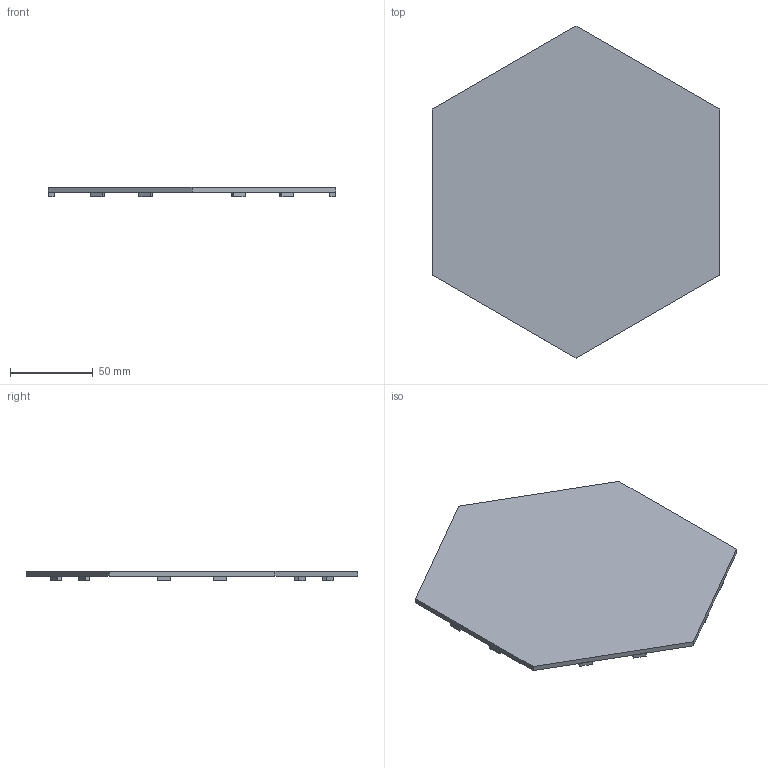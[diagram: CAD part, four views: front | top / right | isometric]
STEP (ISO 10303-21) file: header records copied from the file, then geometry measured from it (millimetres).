
FILE_DESCRIPTION(/* description */ (''),/* implementation_level */ '2;1');
FILE_NAME(/* name */ 'HexlightSimple v15.stp',/* time_stamp */ '2025-09-12T00:16:54+02:00',/* author */ (''),/* organization */ (''),/* preprocessor_version */ 'ST-DEVELOPER v20.1',/* originating_system */ 'Autodesk Translation Framework v14.10.0.0',/* authorisation */ '');
FILE_SCHEMA (('AUTOMOTIVE_DESIGN { 1 0 10303 214 3 1 1 }'));
Length unit declared in the file: millimetre
Products named in the file (2): Hexlight_Simple; Top
Assembly tree (1 placements, depth 2):
  Hexlight_Simple
    Top
Bounding box: 173.21 x 200 x 5.5 mm (x, y, z)
Volume: 78686.3 mm3; surface area: 54427.5 mm2
Topology: 1 solids, 1 shells, 68 faces, 162 edges, 108 vertices
Faces by surface type: plane 68
Entity records: 1979 total; most frequent: CARTESIAN_POINT 341, ORIENTED_EDGE 324, DIRECTION 304, LINE 162, VECTOR 162, EDGE_CURVE 162, VERTEX_POINT 108, EDGE_LOOP 80
